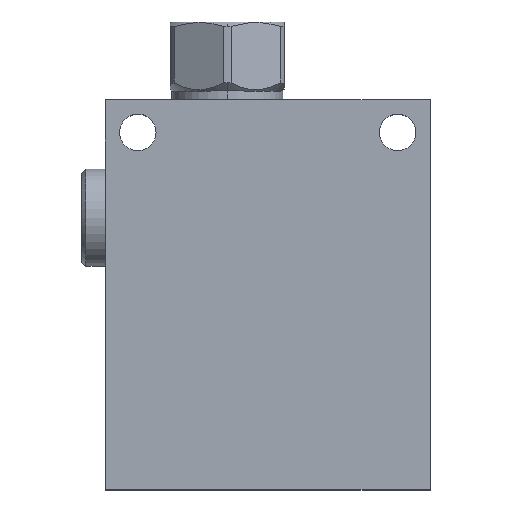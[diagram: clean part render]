
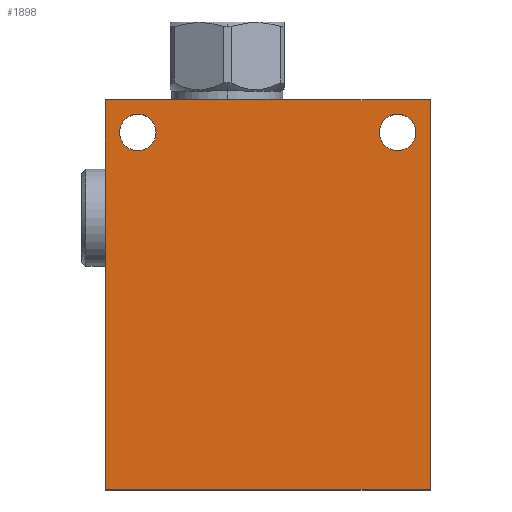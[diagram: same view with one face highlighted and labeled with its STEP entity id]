
A CAD part, top view. The second image highlights one B-rep face of the part: STEP entity #1898.
In plain terms, the highlighted planar face has unit normal (0, 0, 1).
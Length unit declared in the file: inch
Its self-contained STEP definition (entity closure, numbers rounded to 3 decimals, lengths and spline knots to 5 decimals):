
#103=DIRECTION('',(0.,-1.,0.));
#104=VECTOR('',#103,3.);
#105=CARTESIAN_POINT('',(0.,0.,1.25));
#106=LINE('',#105,#104);
#107=DIRECTION('',(-1.,0.,0.));
#108=VECTOR('',#107,2.5);
#109=CARTESIAN_POINT('',(2.5,0.,1.25));
#110=LINE('',#109,#108);
#111=DIRECTION('',(0.,1.,0.));
#112=VECTOR('',#111,3.);
#113=CARTESIAN_POINT('',(2.5,-3.,1.25));
#114=LINE('',#113,#112);
#115=DIRECTION('',(1.,0.,0.));
#116=VECTOR('',#115,2.5);
#117=CARTESIAN_POINT('',(0.,-3.,1.25));
#118=LINE('',#117,#116);
#119=CARTESIAN_POINT('',(0.25,-0.25,1.25));
#120=DIRECTION('',(0.,0.,-1.));
#121=DIRECTION('',(-1.,0.,0.));
#122=AXIS2_PLACEMENT_3D('',#119,#120,#121);
#124=CARTESIAN_POINT('',(0.25,-0.25,1.25));
#125=DIRECTION('',(0.,0.,-1.));
#126=DIRECTION('',(1.,0.,0.));
#127=AXIS2_PLACEMENT_3D('',#124,#125,#126);
#129=CARTESIAN_POINT('',(2.25,-0.25,1.25));
#130=DIRECTION('',(0.,0.,-1.));
#131=DIRECTION('',(-1.,0.,0.));
#132=AXIS2_PLACEMENT_3D('',#129,#130,#131);
#134=CARTESIAN_POINT('',(2.25,-0.25,1.25));
#135=DIRECTION('',(0.,0.,-1.));
#136=DIRECTION('',(1.,0.,0.));
#137=AXIS2_PLACEMENT_3D('',#134,#135,#136);
#1545=CARTESIAN_POINT('',(0.,0.,1.25));
#1546=CARTESIAN_POINT('',(0.,-3.,1.25));
#1547=VERTEX_POINT('',#1545);
#1548=VERTEX_POINT('',#1546);
#1549=CARTESIAN_POINT('',(2.5,-3.,1.25));
#1550=VERTEX_POINT('',#1549);
#1551=CARTESIAN_POINT('',(2.5,0.,1.25));
#1552=VERTEX_POINT('',#1551);
#1557=CARTESIAN_POINT('',(0.1095,-0.25,1.25));
#1558=CARTESIAN_POINT('',(0.3905,-0.25,1.25));
#1559=VERTEX_POINT('',#1557);
#1560=VERTEX_POINT('',#1558);
#1565=CARTESIAN_POINT('',(2.1095,-0.25,1.25));
#1566=CARTESIAN_POINT('',(2.3905,-0.25,1.25));
#1567=VERTEX_POINT('',#1565);
#1568=VERTEX_POINT('',#1566);
#1875=CARTESIAN_POINT('',(0.,0.,1.25));
#1876=DIRECTION('',(0.,0.,1.));
#1877=DIRECTION('',(1.,0.,0.));
#1878=AXIS2_PLACEMENT_3D('',#1875,#1876,#1877);
#1879=PLANE('',#1878);
#1880=ORIENTED_EDGE('',*,*,#1797,.F.);
#1881=ORIENTED_EDGE('',*,*,#1824,.F.);
#1882=ORIENTED_EDGE('',*,*,#1844,.F.);
#1883=ORIENTED_EDGE('',*,*,#1863,.F.);
#1884=EDGE_LOOP('',(#1880,#1881,#1882,#1883));
#1885=FACE_OUTER_BOUND('',#1884,.F.);
#1887=ORIENTED_EDGE('',*,*,#1886,.F.);
#1889=ORIENTED_EDGE('',*,*,#1888,.F.);
#1890=EDGE_LOOP('',(#1887,#1889));
#1891=FACE_BOUND('',#1890,.F.);
#1893=ORIENTED_EDGE('',*,*,#1892,.F.);
#1895=ORIENTED_EDGE('',*,*,#1894,.F.);
#1896=EDGE_LOOP('',(#1893,#1895));
#1897=FACE_BOUND('',#1896,.F.);
#1898=ADVANCED_FACE('',(#1885,#1891,#1897),#1879,.T.);
#123=CIRCLE('',#122,0.1405);
#128=CIRCLE('',#127,0.1405);
#133=CIRCLE('',#132,0.1405);
#138=CIRCLE('',#137,0.1405);
#1797=EDGE_CURVE('',#1547,#1548,#106,.T.);
#1824=EDGE_CURVE('',#1552,#1547,#110,.T.);
#1844=EDGE_CURVE('',#1550,#1552,#114,.T.);
#1863=EDGE_CURVE('',#1548,#1550,#118,.T.);
#1886=EDGE_CURVE('',#1559,#1560,#123,.T.);
#1888=EDGE_CURVE('',#1560,#1559,#128,.T.);
#1892=EDGE_CURVE('',#1567,#1568,#133,.T.);
#1894=EDGE_CURVE('',#1568,#1567,#138,.T.);
